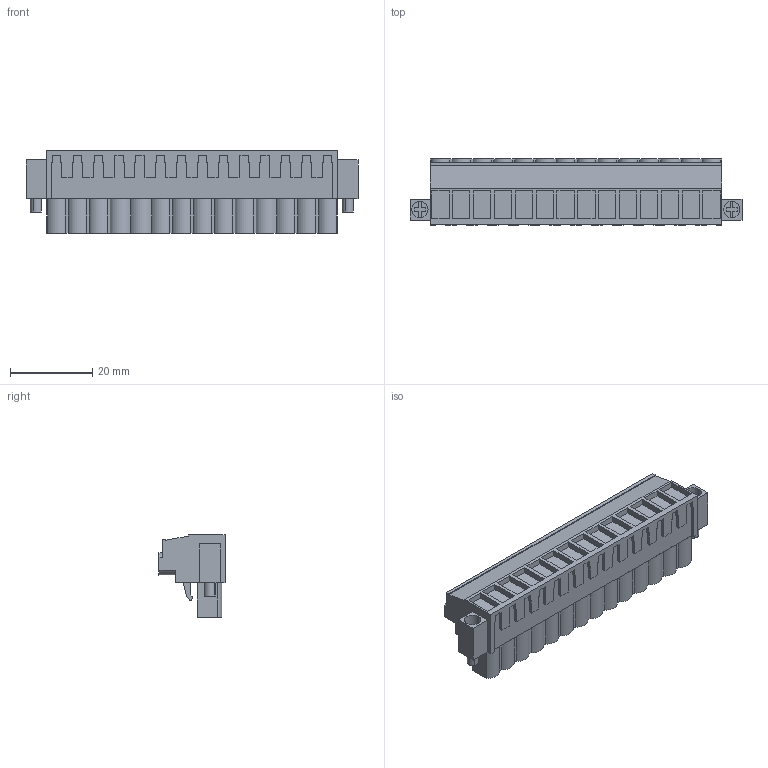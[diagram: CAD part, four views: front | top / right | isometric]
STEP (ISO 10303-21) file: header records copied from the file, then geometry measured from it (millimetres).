
FILE_DESCRIPTION(('CATIA V5 STEP','CAx-IF Rec.Pracs.--- Model Styling and Organization---1.2---2011-12-15'),'2;1');
FILE_NAME ('D1459923_0_1944210000_1944210000.stp','2017-05-22T10:01:56+00:00',('none'),('Weidmueller'),'CATIA Version 5-6 Release 2014','CATIA V5 STEP AP214','none');
FILE_SCHEMA(('AUTOMOTIVE_DESIGN { 1 0 10303 214 1 1 1 1 }'));
Length unit declared in the file: millimetre
Products named in the file (1): 1944210000
Bounding box: 80.92 x 16.1 x 20.05 mm (x, y, z)
Volume: 13645.6 mm3; surface area: 9074.2 mm2
Topology: 17 solids, 17 shells, 996 faces, 2801 edges, 1900 vertices
Faces by surface type: plane 846, cylinder 150
Entity records: 29470 total; most frequent: ORIENTED_EDGE 5602, CARTESIAN_POINT 5274, DIRECTION 3945, EDGE_CURVE 2801, VECTOR 2437, LINE 2437, VERTEX_POINT 1900, EDGE_LOOP 1061
